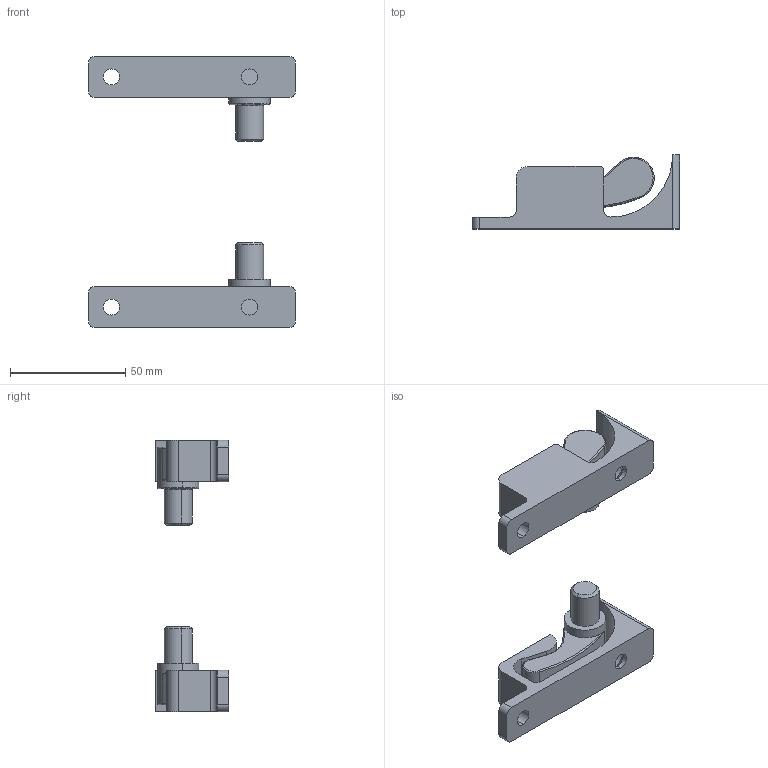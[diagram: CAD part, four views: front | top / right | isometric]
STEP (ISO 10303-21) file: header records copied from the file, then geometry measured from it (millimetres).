
FILE_DESCRIPTION (( 'STEP AP203' ), '1' );
FILE_NAME ('FA-1815-S-7.STEP', '2016-12-08T05:59:54', ( '' ), ( '' ), 'SwSTEP 2.0', 'SolidWorks 2014', '' );
FILE_SCHEMA (( 'CONFIG_CONTROL_DESIGN' ));
Length unit declared in the file: millimetre
Products named in the file (5): FA-1815-S-7_フック(L); FA-1815-S-7_フック(R); FA-1815-S-7; FA-1815-S-7_キーパー(L); FA-1815-S-7_キーパー(R)
Assembly tree (4 placements, depth 2):
  FA-1815-S-7
    FA-1815-S-7_キーパー(L)
    FA-1815-S-7_フック(L)
    FA-1815-S-7_キーパー(R)
    FA-1815-S-7_フック(R)
Bounding box: 90 x 32 x 118 mm (x, y, z)
Volume: 59350.5 mm3; surface area: 25162.8 mm2
Topology: 4 solids, 4 shells, 132 faces, 318 edges, 194 vertices
Faces by surface type: cylinder 59, plane 40, torus 23, cone 8, bspline 2
Entity records: 4610 total; most frequent: CARTESIAN_POINT 909, DIRECTION 739, ORIENTED_EDGE 632, EDGE_CURVE 316, AXIS2_PLACEMENT_3D 296, VERTEX_POINT 194, CIRCLE 159, LINE 147
